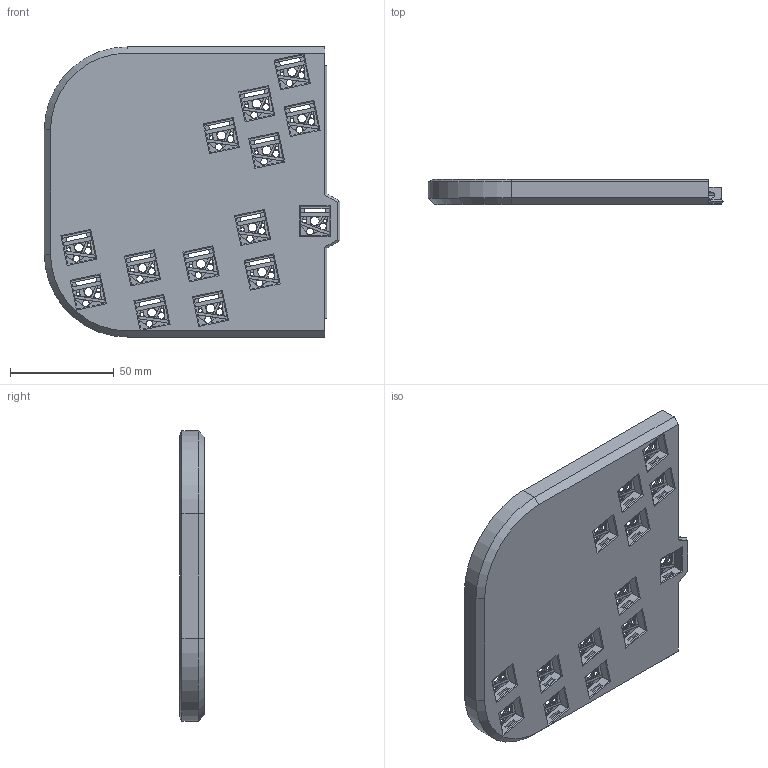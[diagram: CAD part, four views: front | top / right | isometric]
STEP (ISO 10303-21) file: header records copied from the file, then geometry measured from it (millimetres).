
FILE_DESCRIPTION (( 'STEP AP214' ), '1' );
FILE_NAME ('BubbleBox V4 SCR RH Standard.STEP', '2023-03-24T03:13:05', ( '' ), ( '' ), 'SwSTEP 2.0', 'SolidWorks 2022', '' );
FILE_SCHEMA (( 'AUTOMOTIVE_DESIGN' ));
Length unit declared in the file: millimetre
Products named in the file (1): BubbleBox V4 SCR RH Standard
Bounding box: 142.5 x 12 x 140 mm (x, y, z)
Volume: 69050.2 mm3; surface area: 53930.5 mm2
Topology: 1 solids, 1 shells, 1438 faces, 4059 edges, 2668 vertices
Faces by surface type: plane 1212, cylinder 193, cone 33
Entity records: 46167 total; most frequent: CARTESIAN_POINT 8241, ORIENTED_EDGE 8118, DIRECTION 7338, EDGE_CURVE 4059, VECTOR 3608, LINE 3608, VERTEX_POINT 2668, AXIS2_PLACEMENT_3D 1865
